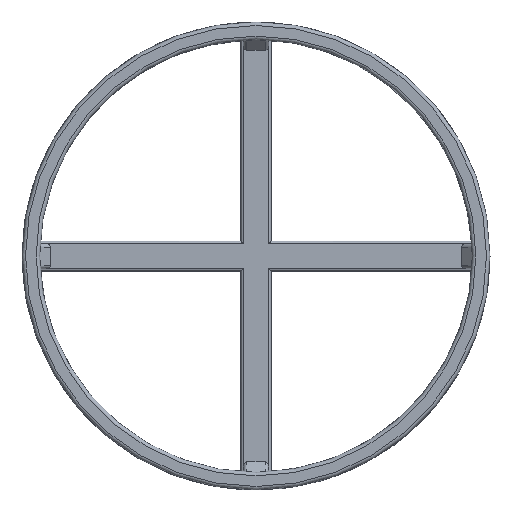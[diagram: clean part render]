
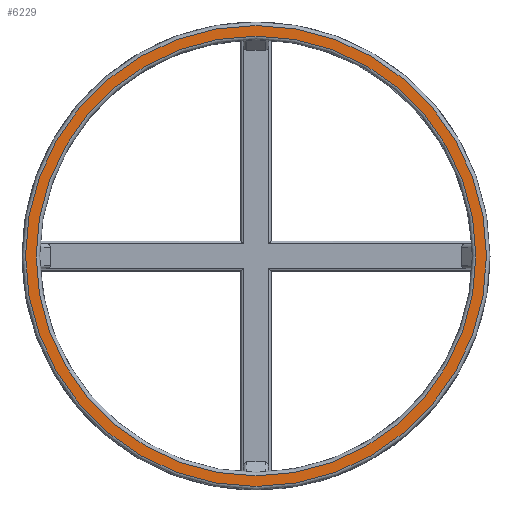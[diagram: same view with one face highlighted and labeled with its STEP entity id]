
A CAD part, top view. The second image highlights one B-rep face of the part: STEP entity #6229.
In plain terms, the highlighted planar face has unit normal (0, 0, 1).
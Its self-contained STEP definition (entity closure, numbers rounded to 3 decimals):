
#1156 = TOROIDAL_SURFACE('',#1157,62.25,1.);
#1157 = AXIS2_PLACEMENT_3D('',#1158,#1159,#1160);
#1158 = CARTESIAN_POINT('',(0.,0.,21.));
#1159 = DIRECTION('',(0.,0.,1.));
#1160 = DIRECTION('',(1.,0.,-0.));
#4861 = VERTEX_POINT('',#4862);
#4862 = CARTESIAN_POINT('',(62.25,0.,22.));
#4882 = EDGE_CURVE('',#4861,#4861,#4883,.T.);
#4883 = SURFACE_CURVE('',#4884,(#4889,#4896),.PCURVE_S1.);
#4884 = CIRCLE('',#4885,62.25);
#4885 = AXIS2_PLACEMENT_3D('',#4886,#4887,#4888);
#4886 = CARTESIAN_POINT('',(0.,0.,22.));
#4887 = DIRECTION('',(0.,0.,1.));
#4888 = DIRECTION('',(1.,0.,-0.));
#4889 = PCURVE('',#1156,#4890);
#4890 = DEFINITIONAL_REPRESENTATION('',(#4891),#4895);
#4891 = LINE('',#4892,#4893);
#4892 = CARTESIAN_POINT('',(0.,1.571));
#4893 = VECTOR('',#4894,1.);
#4894 = DIRECTION('',(1.,0.));
#4895 = ( GEOMETRIC_REPRESENTATION_CONTEXT(2) 
PARAMETRIC_REPRESENTATION_CONTEXT() REPRESENTATION_CONTEXT('2D SPACE',''
  ) );
#4896 = PCURVE('',#4897,#4902);
#4897 = PLANE('',#4898);
#4898 = AXIS2_PLACEMENT_3D('',#4899,#4900,#4901);
#4899 = CARTESIAN_POINT('',(0.,0.,22.)
  );
#4900 = DIRECTION('',(0.,0.,1.));
#4901 = DIRECTION('',(1.,0.,-0.));
#4902 = DEFINITIONAL_REPRESENTATION('',(#4903),#4907);
#4903 = CIRCLE('',#4904,62.25);
#4904 = AXIS2_PLACEMENT_2D('',#4905,#4906);
#4905 = CARTESIAN_POINT('',(0.,0.));
#4906 = DIRECTION('',(1.,0.));
#4907 = ( GEOMETRIC_REPRESENTATION_CONTEXT(2) 
PARAMETRIC_REPRESENTATION_CONTEXT() REPRESENTATION_CONTEXT('2D SPACE',''
  ) );
#6229 = ADVANCED_FACE('',(#6230,#6261),#4897,.T.);
#6230 = FACE_BOUND('',#6231,.T.);
#6231 = EDGE_LOOP('',(#6232));
#6232 = ORIENTED_EDGE('',*,*,#6233,.T.);
#6233 = EDGE_CURVE('',#6234,#6234,#6236,.T.);
#6234 = VERTEX_POINT('',#6235);
#6235 = CARTESIAN_POINT('',(65.25,0.,22.));
#6236 = SURFACE_CURVE('',#6237,(#6242,#6249),.PCURVE_S1.);
#6237 = CIRCLE('',#6238,65.25);
#6238 = AXIS2_PLACEMENT_3D('',#6239,#6240,#6241);
#6239 = CARTESIAN_POINT('',(0.,0.,22.));
#6240 = DIRECTION('',(0.,0.,1.));
#6241 = DIRECTION('',(1.,0.,-0.));
#6242 = PCURVE('',#4897,#6243);
#6243 = DEFINITIONAL_REPRESENTATION('',(#6244),#6248);
#6244 = CIRCLE('',#6245,65.25);
#6245 = AXIS2_PLACEMENT_2D('',#6246,#6247);
#6246 = CARTESIAN_POINT('',(0.,0.));
#6247 = DIRECTION('',(1.,0.));
#6248 = ( GEOMETRIC_REPRESENTATION_CONTEXT(2) 
PARAMETRIC_REPRESENTATION_CONTEXT() REPRESENTATION_CONTEXT('2D SPACE',''
  ) );
#6249 = PCURVE('',#6250,#6255);
#6250 = TOROIDAL_SURFACE('',#6251,65.25,1.);
#6251 = AXIS2_PLACEMENT_3D('',#6252,#6253,#6254);
#6252 = CARTESIAN_POINT('',(0.,0.,21.));
#6253 = DIRECTION('',(0.,0.,1.));
#6254 = DIRECTION('',(1.,0.,-0.));
#6255 = DEFINITIONAL_REPRESENTATION('',(#6256),#6260);
#6256 = LINE('',#6257,#6258);
#6257 = CARTESIAN_POINT('',(0.,1.571));
#6258 = VECTOR('',#6259,1.);
#6259 = DIRECTION('',(1.,0.));
#6260 = ( GEOMETRIC_REPRESENTATION_CONTEXT(2) 
PARAMETRIC_REPRESENTATION_CONTEXT() REPRESENTATION_CONTEXT('2D SPACE',''
  ) );
#6261 = FACE_BOUND('',#6262,.T.);
#6262 = EDGE_LOOP('',(#6263));
#6263 = ORIENTED_EDGE('',*,*,#4882,.F.);
